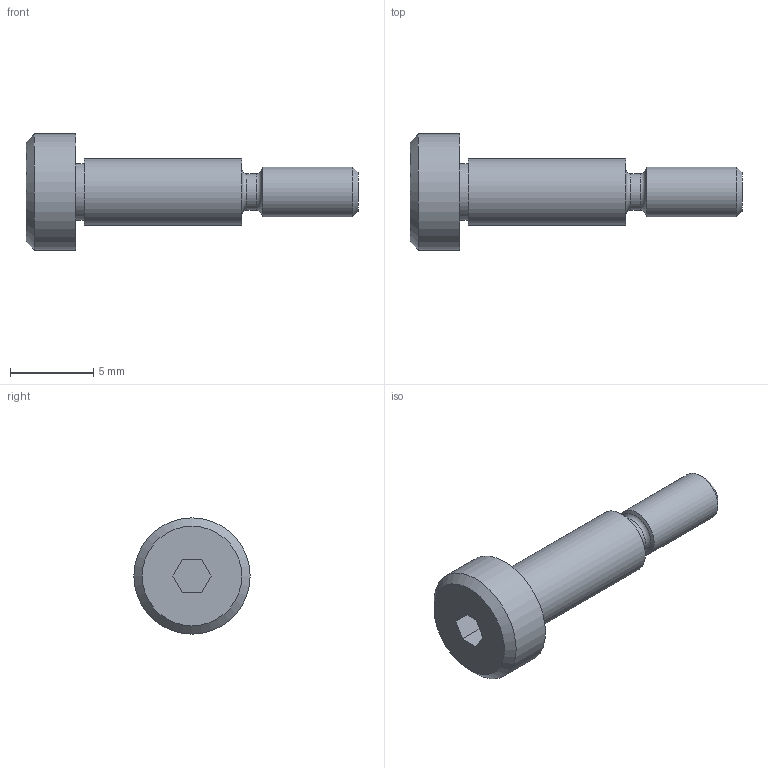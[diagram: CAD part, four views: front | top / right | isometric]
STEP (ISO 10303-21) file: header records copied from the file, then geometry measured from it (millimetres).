
FILE_DESCRIPTION( ( 'STEP AP214' ), '1' );
FILE_NAME( 'K0705.104X10.stp', '2020-12-09T12:19:18', ( '' ), ( '' ), ' ', 'PARTsolutions', ' ' );
FILE_SCHEMA( ( 'AUTOMOTIVE_DESIGN { 1 0 10303 214 1 1 1 1 }' ) );
Length unit declared in the file: millimetre
Products named in the file (1): _K0705.104X10
Bounding box: 20 x 7 x 7 mm (x, y, z)
Volume: 277 mm3; surface area: 343.8 mm2
Topology: 1 solids, 1 shells, 22 faces, 42 edges, 26 vertices
Faces by surface type: plane 12, cylinder 5, cone 3, torus 2
Full cylindrical faces by diameter (mm): 2.2 x1, 3 x1, 3.4 x1, 4 x1, 7 x1
Entity records: 694 total; most frequent: DIRECTION 92, CARTESIAN_POINT 81, ORIENTED_EDGE 64, AXIS2_PLACEMENT_3D 37, EDGE_LOOP 36, EDGE_CURVE 32, FACE_OUTER_BOUND 29, VERTEX_POINT 26
